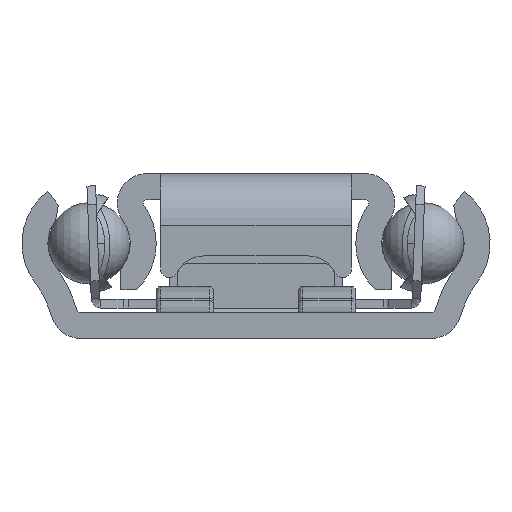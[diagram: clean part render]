
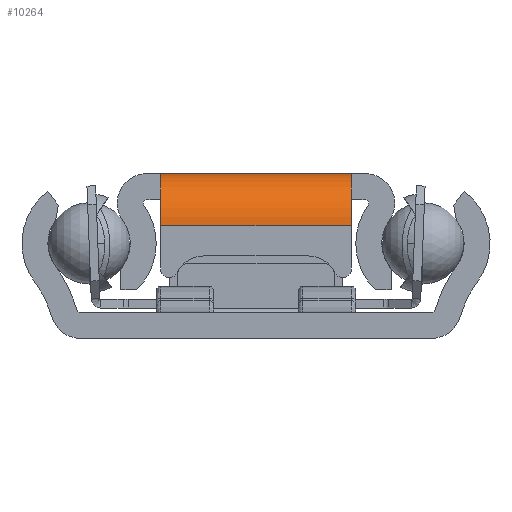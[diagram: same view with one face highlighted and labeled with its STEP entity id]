
A CAD part, front view. The second image highlights one B-rep face of the part: STEP entity #10264.
In plain terms, the highlighted cylindrical face has radius 3 mm (diameter 6 mm), a partial arc.
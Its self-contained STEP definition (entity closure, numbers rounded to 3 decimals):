
#353 = DIRECTION ( 'NONE',  ( 1., 0., 0. ) ) ;
#943 = DIRECTION ( 'NONE',  ( 0., 0., 1. ) ) ;
#1812 = ORIENTED_EDGE ( 'NONE', *, *, #24132, .T. ) ;
#3245 = FACE_OUTER_BOUND ( 'NONE', #8771, .T. ) ;
#4656 = CARTESIAN_POINT ( 'NONE',  ( -5.5, 6., 9.5 ) ) ;
#4678 = ORIENTED_EDGE ( 'NONE', *, *, #34207, .T. ) ;
#6220 = DIRECTION ( 'NONE',  ( 0., 0., 1. ) ) ;
#6460 = LINE ( 'NONE', #6602, #29860 ) ;
#6594 = ORIENTED_EDGE ( 'NONE', *, *, #14241, .T. ) ;
#6602 = CARTESIAN_POINT ( 'NONE',  ( 0., 3., 6.5 ) ) ;
#8771 = EDGE_LOOP ( 'NONE', ( #23464, #6594, #11005, #10666, #1812, #4678 ) ) ;
#9005 = CARTESIAN_POINT ( 'NONE',  ( 0., 6., 6.5 ) ) ;
#9875 = AXIS2_PLACEMENT_3D ( 'NONE', #36031, #18251, #943 ) ;
#10264 = ADVANCED_FACE ( 'NONE', ( #3245 ), #21113, .T. ) ;
#10666 = ORIENTED_EDGE ( 'NONE', *, *, #19502, .T. ) ;
#10770 = CARTESIAN_POINT ( 'NONE',  ( 5.5, 6., 6.5 ) ) ;
#11005 = ORIENTED_EDGE ( 'NONE', *, *, #24242, .F. ) ;
#12212 = VERTEX_POINT ( 'NONE', #24215 ) ;
#13018 = EDGE_CURVE ( 'NONE', #12212, #21572, #25309, .T. ) ;
#14241 = EDGE_CURVE ( 'NONE', #12212, #21771, #6460, .T. ) ;
#14520 = AXIS2_PLACEMENT_3D ( 'NONE', #16998, #16866, #17132 ) ;
#15366 = CIRCLE ( 'NONE', #34681, 3. ) ;
#16866 = DIRECTION ( 'NONE',  ( 1., 0., 0. ) ) ;
#16998 = CARTESIAN_POINT ( 'NONE',  ( -5.5, 6., 6.5 ) ) ;
#17132 = DIRECTION ( 'NONE',  ( 0., 0., 1. ) ) ;
#17137 = AXIS2_PLACEMENT_3D ( 'NONE', #10770, #19745, #31266 ) ;
#17187 = CIRCLE ( 'NONE', #17137, 3. ) ;
#17274 = VERTEX_POINT ( 'NONE', #4656 ) ;
#18251 = DIRECTION ( 'NONE',  ( -1., 0., 0. ) ) ;
#19502 = EDGE_CURVE ( 'NONE', #22160, #27750, #17187, .T. ) ;
#19745 = DIRECTION ( 'NONE',  ( -1., 0., 0. ) ) ;
#20306 = CARTESIAN_POINT ( 'NONE',  ( 5.5, 4.4, 9.038 ) ) ;
#20570 = CARTESIAN_POINT ( 'NONE',  ( 5.5, 6., 6.5 ) ) ;
#20581 = CARTESIAN_POINT ( 'NONE',  ( 5.5, 3., 6.5 ) ) ;
#21067 = DIRECTION ( 'NONE',  ( 1., 0., 0. ) ) ;
#21113 = CYLINDRICAL_SURFACE ( 'NONE', #24309, 3. ) ;
#21572 = VERTEX_POINT ( 'NONE', #28807 ) ;
#21771 = VERTEX_POINT ( 'NONE', #20581 ) ;
#21821 = DIRECTION ( 'NONE',  ( 1., 0., 0. ) ) ;
#22160 = VERTEX_POINT ( 'NONE', #20306 ) ;
#23464 = ORIENTED_EDGE ( 'NONE', *, *, #13018, .F. ) ;
#24132 = EDGE_CURVE ( 'NONE', #27750, #17274, #26885, .T. ) ;
#24215 = CARTESIAN_POINT ( 'NONE',  ( -5.5, 3., 6.5 ) ) ;
#24242 = EDGE_CURVE ( 'NONE', #22160, #21771, #15366, .T. ) ;
#24309 = AXIS2_PLACEMENT_3D ( 'NONE', #9005, #21067, #29658 ) ;
#25309 = CIRCLE ( 'NONE', #9875, 3. ) ;
#26885 = LINE ( 'NONE', #31084, #37854 ) ;
#27175 = CARTESIAN_POINT ( 'NONE',  ( 5.5, 6., 9.5 ) ) ;
#27750 = VERTEX_POINT ( 'NONE', #27175 ) ;
#28807 = CARTESIAN_POINT ( 'NONE',  ( -5.5, 4.4, 9.038 ) ) ;
#29658 = DIRECTION ( 'NONE',  ( 0., 0., 1. ) ) ;
#29860 = VECTOR ( 'NONE', #21821, 1000. ) ;
#30538 = CIRCLE ( 'NONE', #14520, 3. ) ;
#31084 = CARTESIAN_POINT ( 'NONE',  ( 0., 6., 9.5 ) ) ;
#31266 = DIRECTION ( 'NONE',  ( 0., 0., 1. ) ) ;
#34207 = EDGE_CURVE ( 'NONE', #17274, #21572, #30538, .T. ) ;
#34681 = AXIS2_PLACEMENT_3D ( 'NONE', #20570, #353, #6220 ) ;
#36031 = CARTESIAN_POINT ( 'NONE',  ( -5.5, 6., 6.5 ) ) ;
#37233 = DIRECTION ( 'NONE',  ( -1., 0., 0. ) ) ;
#37854 = VECTOR ( 'NONE', #37233, 1000. ) ;
